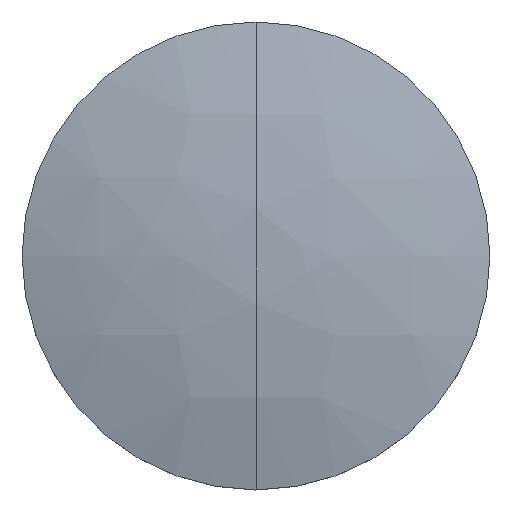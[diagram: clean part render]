
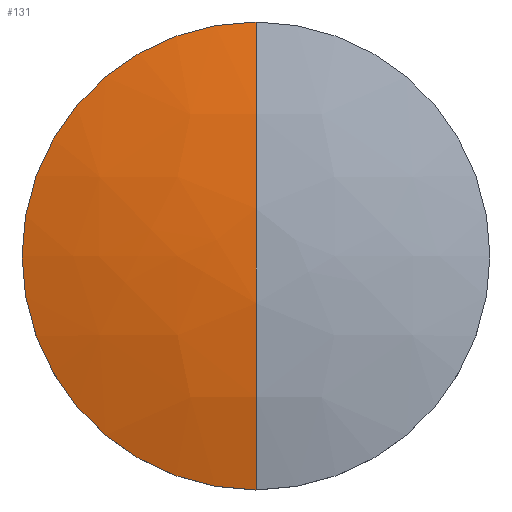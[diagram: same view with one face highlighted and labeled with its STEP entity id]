
A CAD part, top view. The second image highlights one B-rep face of the part: STEP entity #131.
In plain terms, the highlighted free-form (B-spline) face has degree [3, 3] with [4, 4] control points.
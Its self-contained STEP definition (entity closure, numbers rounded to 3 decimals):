
#12 = DIRECTION ( 'NONE',  ( -1., 0., 0. ) ) ;
#13 = EDGE_CURVE ( 'NONE', #211, #50, #125, .T. ) ;
#17 = CARTESIAN_POINT ( 'NONE',  ( 0., 4.396, 6.618 ) ) ;
#18 = AXIS2_PLACEMENT_3D ( 'NONE', #290, #98, #228 ) ;
#21 = CARTESIAN_POINT ( 'NONE',  ( -4.16, -12.848, 4.195 ) ) ;
#24 = CARTESIAN_POINT ( 'NONE',  ( -12.944, -4.396, 4.81 ) ) ;
#41 = EDGE_CURVE ( 'NONE', #242, #50, #195, .T. ) ;
#45 = CARTESIAN_POINT ( 'NONE',  ( 0., -12.848, 4.195 ) ) ;
#46 = CARTESIAN_POINT ( 'NONE',  ( -8.279, -12.848, 3.619 ) ) ;
#50 = VERTEX_POINT ( 'NONE', #110 ) ;
#52 = CARTESIAN_POINT ( 'NONE',  ( -12.7, 0., 4.237 ) ) ;
#72 = ORIENTED_EDGE ( 'NONE', *, *, #135, .F. ) ;
#75 = ORIENTED_EDGE ( 'NONE', *, *, #41, .F. ) ;
#98 = DIRECTION ( 'NONE',  ( 0., 0., -1. ) ) ;
#110 = CARTESIAN_POINT ( 'NONE',  ( 0., 12.7, 4.237 ) ) ;
#119 = CARTESIAN_POINT ( 'NONE',  ( -12.944, 4.396, 4.81 ) ) ;
#122 = CARTESIAN_POINT ( 'NONE',  ( 0., -12.7, 4.237 ) ) ;
#125 = CIRCLE ( 'NONE', #198, 46.62 ) ;
#129 = DIRECTION ( 'NONE',  ( 0., 0., -1. ) ) ;
#131 = ADVANCED_FACE ( 'NONE', ( #145 ), #132, .T. ) ;
#132 =( BOUNDED_SURFACE ( )  B_SPLINE_SURFACE ( 3, 3, ( 
 ( #45, #21, #46, #275 ),
 ( #253, #189, #227, #24 ),
 ( #17, #143, #232, #119 ),
 ( #187, #277, #293, #140 ) ),
 .UNSPECIFIED., .F., .F., .F. ) 
 B_SPLINE_SURFACE_WITH_KNOTS ( ( 4, 4 ),
 ( 4, 4 ),
 ( 0., 1. ),
 ( 0., 1. ),
 .UNSPECIFIED. ) 
 GEOMETRIC_REPRESENTATION_ITEM ( )  RATIONAL_B_SPLINE_SURFACE ( (
 ( 1., 0.994, 0.994, 1.),
 ( 0.974, 0.968, 0.968, 0.974),
 ( 0.974, 0.968, 0.968, 0.974),
 ( 1., 0.994, 0.994, 1.) ) ) 
 REPRESENTATION_ITEM ( '' )  SURFACE ( )  );
#133 = DIRECTION ( 'NONE',  ( 0., -1., 0. ) ) ;
#135 = EDGE_CURVE ( 'NONE', #211, #242, #190, .T. ) ;
#140 = CARTESIAN_POINT ( 'NONE',  ( -12.28, 12.848, 2.479 ) ) ;
#143 = CARTESIAN_POINT ( 'NONE',  ( -4.384, 4.396, 6.618 ) ) ;
#145 = FACE_OUTER_BOUND ( 'NONE', #203, .T. ) ;
#148 = ORIENTED_EDGE ( 'NONE', *, *, #13, .T. ) ;
#160 = CARTESIAN_POINT ( 'NONE',  ( 0., 0., -40.62 ) ) ;
#187 = CARTESIAN_POINT ( 'NONE',  ( 0., 12.848, 4.195 ) ) ;
#189 = CARTESIAN_POINT ( 'NONE',  ( -4.384, -4.396, 6.618 ) ) ;
#190 = CIRCLE ( 'NONE', #18, 12.7 ) ;
#195 = CIRCLE ( 'NONE', #289, 12.7 ) ;
#198 = AXIS2_PLACEMENT_3D ( 'NONE', #160, #12, #133 ) ;
#203 = EDGE_LOOP ( 'NONE', ( #72, #148, #75 ) ) ;
#211 = VERTEX_POINT ( 'NONE', #122 ) ;
#227 = CARTESIAN_POINT ( 'NONE',  ( -8.727, -4.396, 6.011 ) ) ;
#228 = DIRECTION ( 'NONE',  ( 1., 0., 0. ) ) ;
#232 = CARTESIAN_POINT ( 'NONE',  ( -8.727, 4.396, 6.011 ) ) ;
#242 = VERTEX_POINT ( 'NONE', #52 ) ;
#247 = DIRECTION ( 'NONE',  ( 1., 0., 0. ) ) ;
#253 = CARTESIAN_POINT ( 'NONE',  ( 0., -4.396, 6.618 ) ) ;
#264 = CARTESIAN_POINT ( 'NONE',  ( 0., 0., 4.237 ) ) ;
#275 = CARTESIAN_POINT ( 'NONE',  ( -12.28, -12.848, 2.479 ) ) ;
#277 = CARTESIAN_POINT ( 'NONE',  ( -4.16, 12.848, 4.195 ) ) ;
#289 = AXIS2_PLACEMENT_3D ( 'NONE', #264, #129, #247 ) ;
#290 = CARTESIAN_POINT ( 'NONE',  ( 0., 0., 4.237 ) ) ;
#293 = CARTESIAN_POINT ( 'NONE',  ( -8.279, 12.848, 3.619 ) ) ;
